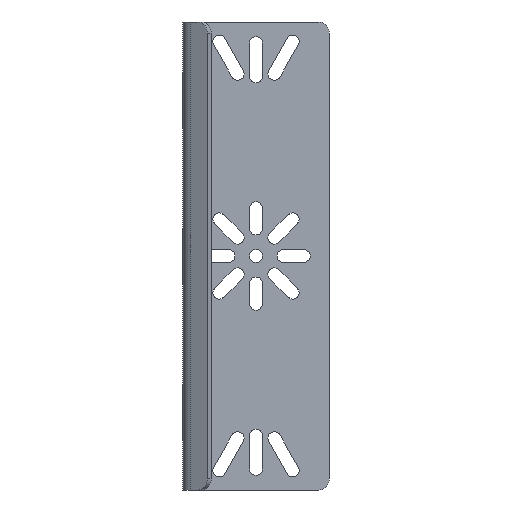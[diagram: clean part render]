
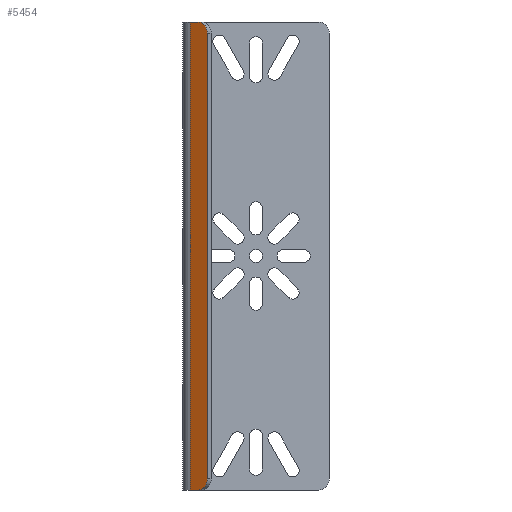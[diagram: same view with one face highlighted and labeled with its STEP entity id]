
A CAD part, left-side view. The second image highlights one B-rep face of the part: STEP entity #5454.
In plain terms, the highlighted planar face has unit normal (-0.866, 0.5, 0).
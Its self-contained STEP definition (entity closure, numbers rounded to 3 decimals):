
#1609=CARTESIAN_POINT('',(-115.637,31.708,121.5));
#1610=DIRECTION('',(-0.866,0.5,0.));
#1611=DIRECTION('',(-0.5,-0.866,0.));
#1612=AXIS2_PLACEMENT_3D('',#1609,#1610,#1611);
#1614=CARTESIAN_POINT('',(-115.637,31.708,-121.5));
#1615=DIRECTION('',(-0.866,0.5,0.));
#1616=DIRECTION('',(0.,0.,-1.));
#1617=AXIS2_PLACEMENT_3D('',#1614,#1615,#1616);
#1619=DIRECTION('',(0.,0.,-1.));
#1620=VECTOR('',#1619,255.);
#1621=CARTESIAN_POINT('',(-113.275,35.8,127.5));
#1622=LINE('',#1621,#1620);
#1635=DIRECTION('',(0.,0.,-1.));
#1636=VECTOR('',#1635,243.);
#1637=CARTESIAN_POINT('',(-118.637,26.512,121.5));
#1638=LINE('',#1637,#1636);
#1647=DIRECTION('',(-0.5,-0.866,0.));
#1648=VECTOR('',#1647,4.725);
#1649=CARTESIAN_POINT('',(-113.275,35.8,-127.5));
#1650=LINE('',#1649,#1648);
#1655=DIRECTION('',(-0.5,-0.866,0.));
#1656=VECTOR('',#1655,4.725);
#1657=CARTESIAN_POINT('',(-113.275,35.8,127.5));
#1658=LINE('',#1657,#1656);
#3547=CARTESIAN_POINT('',(-113.275,35.8,127.5));
#3548=VERTEX_POINT('',#3547);
#3549=CARTESIAN_POINT('',(-113.275,35.8,-127.5));
#3550=VERTEX_POINT('',#3549);
#3555=CARTESIAN_POINT('',(-118.637,26.512,121.5));
#3556=CARTESIAN_POINT('',(-115.637,31.708,127.5));
#3557=VERTEX_POINT('',#3555);
#3558=VERTEX_POINT('',#3556);
#3563=CARTESIAN_POINT('',(-115.637,31.708,-127.5));
#3564=CARTESIAN_POINT('',(-118.637,26.512,-121.5));
#3565=VERTEX_POINT('',#3563);
#3566=VERTEX_POINT('',#3564);
#5437=CARTESIAN_POINT('',(-113.275,35.8,127.5));
#5438=DIRECTION('',(0.866,-0.5,0.));
#5439=DIRECTION('',(-0.5,-0.866,0.));
#5440=AXIS2_PLACEMENT_3D('',#5437,#5438,#5439);
#5441=PLANE('',#5440);
#5442=ORIENTED_EDGE('',*,*,#5427,.F.);
#5444=ORIENTED_EDGE('',*,*,#5443,.T.);
#5446=ORIENTED_EDGE('',*,*,#5445,.F.);
#5448=ORIENTED_EDGE('',*,*,#5447,.F.);
#5449=ORIENTED_EDGE('',*,*,#4820,.F.);
#5451=ORIENTED_EDGE('',*,*,#5450,.T.);
#5452=EDGE_LOOP('',(#5442,#5444,#5446,#5448,#5449,#5451));
#5453=FACE_OUTER_BOUND('',#5452,.F.);
#5454=ADVANCED_FACE('',(#5453),#5441,.F.);
#1613=CIRCLE('',#1612,6.);
#1618=CIRCLE('',#1617,6.);
#4820=EDGE_CURVE('',#3548,#3550,#1622,.T.);
#5427=EDGE_CURVE('',#3557,#3558,#1613,.T.);
#5443=EDGE_CURVE('',#3557,#3566,#1638,.T.);
#5445=EDGE_CURVE('',#3565,#3566,#1618,.T.);
#5447=EDGE_CURVE('',#3550,#3565,#1650,.T.);
#5450=EDGE_CURVE('',#3548,#3558,#1658,.T.);
